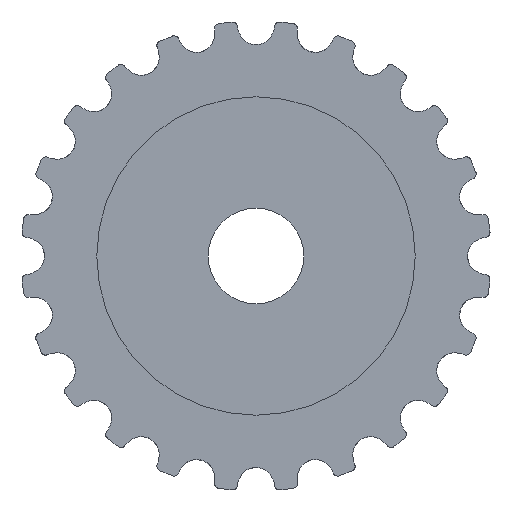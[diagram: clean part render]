
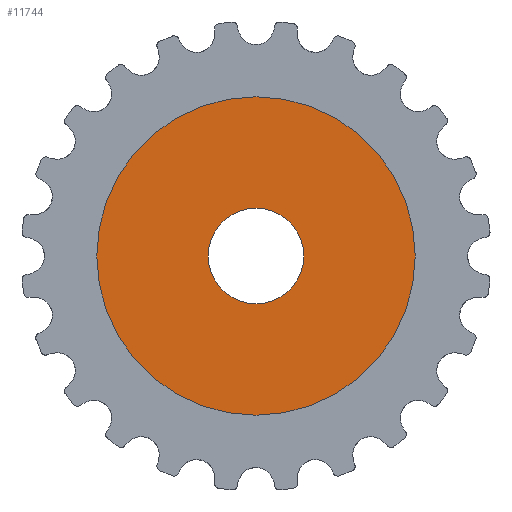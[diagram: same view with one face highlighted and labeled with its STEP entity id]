
A CAD part, front view. The second image highlights one B-rep face of the part: STEP entity #11744.
In plain terms, the highlighted planar face has unit normal (0, -1, 0).
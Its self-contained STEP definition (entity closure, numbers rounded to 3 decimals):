
#4551 = CYLINDRICAL_SURFACE('',#4552,1.5);
#4552 = AXIS2_PLACEMENT_3D('',#4553,#4554,#4555);
#4553 = CARTESIAN_POINT('',(-41.85,-17.,246.));
#4554 = DIRECTION('',(0.,-1.,0.));
#4555 = DIRECTION('',(1.,0.,0.));
#7841 = CYLINDRICAL_SURFACE('',#7842,5.);
#7842 = AXIS2_PLACEMENT_3D('',#7843,#7844,#7845);
#7843 = CARTESIAN_POINT('',(-41.85,-23.,246.));
#7844 = DIRECTION('',(0.,-1.,0.));
#7845 = DIRECTION('',(1.,0.,0.));
#11643 = EDGE_CURVE('',#11644,#11644,#11646,.T.);
#11644 = VERTEX_POINT('',#11645);
#11645 = CARTESIAN_POINT('',(-40.35,-17.,246.));
#11646 = SURFACE_CURVE('',#11647,(#11652,#11659),.PCURVE_S1.);
#11647 = CIRCLE('',#11648,1.5);
#11648 = AXIS2_PLACEMENT_3D('',#11649,#11650,#11651);
#11649 = CARTESIAN_POINT('',(-41.85,-17.,246.));
#11650 = DIRECTION('',(0.,-1.,0.));
#11651 = DIRECTION('',(1.,0.,0.));
#11652 = PCURVE('',#4551,#11653);
#11653 = DEFINITIONAL_REPRESENTATION('',(#11654),#11658);
#11654 = LINE('',#11655,#11656);
#11655 = CARTESIAN_POINT('',(0.,0.));
#11656 = VECTOR('',#11657,1.);
#11657 = DIRECTION('',(1.,0.));
#11658 = ( GEOMETRIC_REPRESENTATION_CONTEXT(2) 
PARAMETRIC_REPRESENTATION_CONTEXT() REPRESENTATION_CONTEXT('2D SPACE',''
  ) );
#11659 = PCURVE('',#11660,#11665);
#11660 = PLANE('',#11661);
#11661 = AXIS2_PLACEMENT_3D('',#11662,#11663,#11664);
#11662 = CARTESIAN_POINT('',(-41.85,-17.,246.));
#11663 = DIRECTION('',(0.,-1.,0.));
#11664 = DIRECTION('',(1.,0.,0.));
#11665 = DEFINITIONAL_REPRESENTATION('',(#11666),#11670);
#11666 = CIRCLE('',#11667,1.5);
#11667 = AXIS2_PLACEMENT_2D('',#11668,#11669);
#11668 = CARTESIAN_POINT('',(0.,0.));
#11669 = DIRECTION('',(1.,0.));
#11670 = ( GEOMETRIC_REPRESENTATION_CONTEXT(2) 
PARAMETRIC_REPRESENTATION_CONTEXT() REPRESENTATION_CONTEXT('2D SPACE',''
  ) );
#11699 = VERTEX_POINT('',#11700);
#11700 = CARTESIAN_POINT('',(-36.85,-17.,246.));
#11721 = EDGE_CURVE('',#11699,#11699,#11722,.T.);
#11722 = SURFACE_CURVE('',#11723,(#11728,#11735),.PCURVE_S1.);
#11723 = CIRCLE('',#11724,5.);
#11724 = AXIS2_PLACEMENT_3D('',#11725,#11726,#11727);
#11725 = CARTESIAN_POINT('',(-41.85,-17.,246.));
#11726 = DIRECTION('',(0.,-1.,0.));
#11727 = DIRECTION('',(1.,0.,0.));
#11728 = PCURVE('',#7841,#11729);
#11729 = DEFINITIONAL_REPRESENTATION('',(#11730),#11734);
#11730 = LINE('',#11731,#11732);
#11731 = CARTESIAN_POINT('',(0.,-6.));
#11732 = VECTOR('',#11733,1.);
#11733 = DIRECTION('',(1.,0.));
#11734 = ( GEOMETRIC_REPRESENTATION_CONTEXT(2) 
PARAMETRIC_REPRESENTATION_CONTEXT() REPRESENTATION_CONTEXT('2D SPACE',''
  ) );
#11735 = PCURVE('',#11660,#11736);
#11736 = DEFINITIONAL_REPRESENTATION('',(#11737),#11741);
#11737 = CIRCLE('',#11738,5.);
#11738 = AXIS2_PLACEMENT_2D('',#11739,#11740);
#11739 = CARTESIAN_POINT('',(0.,0.));
#11740 = DIRECTION('',(1.,0.));
#11741 = ( GEOMETRIC_REPRESENTATION_CONTEXT(2) 
PARAMETRIC_REPRESENTATION_CONTEXT() REPRESENTATION_CONTEXT('2D SPACE',''
  ) );
#11744 = ADVANCED_FACE('',(#11745,#11748),#11660,.T.);
#11745 = FACE_BOUND('',#11746,.T.);
#11746 = EDGE_LOOP('',(#11747));
#11747 = ORIENTED_EDGE('',*,*,#11721,.T.);
#11748 = FACE_BOUND('',#11749,.T.);
#11749 = EDGE_LOOP('',(#11750));
#11750 = ORIENTED_EDGE('',*,*,#11643,.F.);
